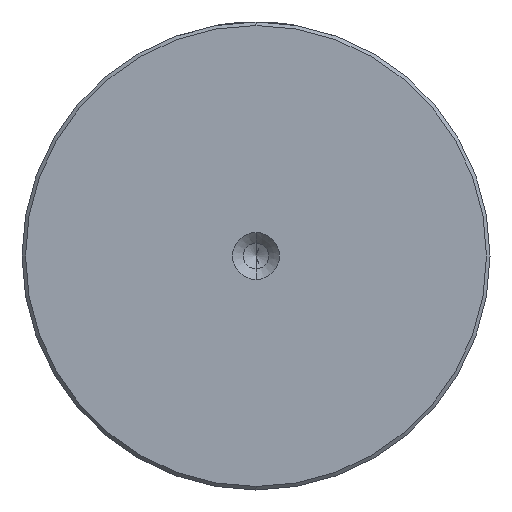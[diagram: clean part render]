
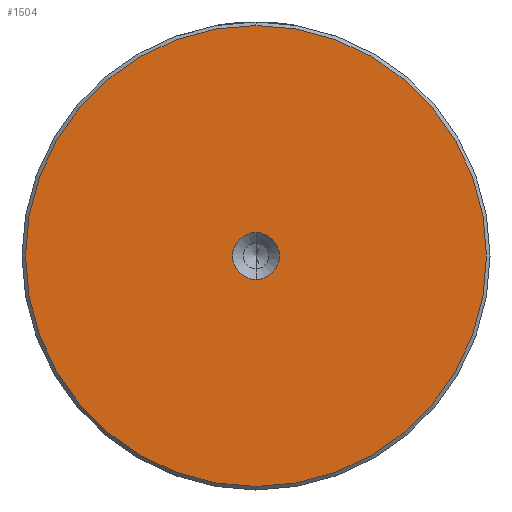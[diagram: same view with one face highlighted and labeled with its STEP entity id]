
A CAD part, left-side view. The second image highlights one B-rep face of the part: STEP entity #1504.
In plain terms, the highlighted planar face has unit normal (-1, 0, 0).
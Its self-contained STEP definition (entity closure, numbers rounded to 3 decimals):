
#3 = EDGE_CURVE ( 'NONE', #2457, #337, #2299, .T. ) ;
#33 = DIRECTION ( 'NONE',  ( -1., 0., 0. ) ) ;
#100 = DIRECTION ( 'NONE',  ( 0., 0., 1. ) ) ;
#107 = DIRECTION ( 'NONE',  ( 0., 0., 1. ) ) ;
#151 = PLANE ( 'NONE',  #1814 ) ;
#169 = DIRECTION ( 'NONE',  ( -1., 0., 0. ) ) ;
#177 = CARTESIAN_POINT ( 'NONE',  ( 0., 0., -3.3 ) ) ;
#337 = VERTEX_POINT ( 'NONE', #2485 ) ;
#368 = CARTESIAN_POINT ( 'NONE',  ( 0., 0., 0. ) ) ;
#473 = CARTESIAN_POINT ( 'NONE',  ( 0., 0., -32.5 ) ) ;
#504 = EDGE_CURVE ( 'NONE', #1113, #2423, #1215, .T. ) ;
#516 = CARTESIAN_POINT ( 'NONE',  ( 0., 0., 0. ) ) ;
#668 = ORIENTED_EDGE ( 'NONE', *, *, #2042, .T. ) ;
#907 = CIRCLE ( 'NONE', #922, 3.3 ) ;
#922 = AXIS2_PLACEMENT_3D ( 'NONE', #2454, #1311, #107 ) ;
#960 = AXIS2_PLACEMENT_3D ( 'NONE', #1552, #2349, #2374 ) ;
#968 = DIRECTION ( 'NONE',  ( -1., 0., 0. ) ) ;
#1030 = EDGE_LOOP ( 'NONE', ( #1966, #1297 ) ) ;
#1113 = VERTEX_POINT ( 'NONE', #177 ) ;
#1215 = CIRCLE ( 'NONE', #960, 3.3 ) ;
#1234 = CARTESIAN_POINT ( 'NONE',  ( 0., 0., 0. ) ) ;
#1267 = CIRCLE ( 'NONE', #2371, 32.5 ) ;
#1277 = ORIENTED_EDGE ( 'NONE', *, *, #3, .T. ) ;
#1297 = ORIENTED_EDGE ( 'NONE', *, *, #504, .F. ) ;
#1311 = DIRECTION ( 'NONE',  ( -1., 0., 0. ) ) ;
#1361 = FACE_BOUND ( 'NONE', #1030, .T. ) ;
#1419 = FACE_OUTER_BOUND ( 'NONE', #1543, .T. ) ;
#1427 = DIRECTION ( 'NONE',  ( 0., 0., 1. ) ) ;
#1463 = EDGE_CURVE ( 'NONE', #2423, #1113, #907, .T. ) ;
#1504 = ADVANCED_FACE ( 'NONE', ( #1419, #1361 ), #151, .T. ) ;
#1543 = EDGE_LOOP ( 'NONE', ( #1277, #668 ) ) ;
#1552 = CARTESIAN_POINT ( 'NONE',  ( 0., 0., 0. ) ) ;
#1814 = AXIS2_PLACEMENT_3D ( 'NONE', #368, #968, #2312 ) ;
#1963 = AXIS2_PLACEMENT_3D ( 'NONE', #516, #169, #100 ) ;
#1966 = ORIENTED_EDGE ( 'NONE', *, *, #1463, .F. ) ;
#2013 = CARTESIAN_POINT ( 'NONE',  ( 0., 0., 3.3 ) ) ;
#2042 = EDGE_CURVE ( 'NONE', #337, #2457, #1267, .T. ) ;
#2299 = CIRCLE ( 'NONE', #1963, 32.5 ) ;
#2312 = DIRECTION ( 'NONE',  ( 0., 0., 1. ) ) ;
#2349 = DIRECTION ( 'NONE',  ( -1., 0., 0. ) ) ;
#2371 = AXIS2_PLACEMENT_3D ( 'NONE', #1234, #33, #1427 ) ;
#2374 = DIRECTION ( 'NONE',  ( 0., 0., 1. ) ) ;
#2423 = VERTEX_POINT ( 'NONE', #2013 ) ;
#2454 = CARTESIAN_POINT ( 'NONE',  ( 0., 0., 0. ) ) ;
#2457 = VERTEX_POINT ( 'NONE', #473 ) ;
#2485 = CARTESIAN_POINT ( 'NONE',  ( 0., 0., 32.5 ) ) ;
